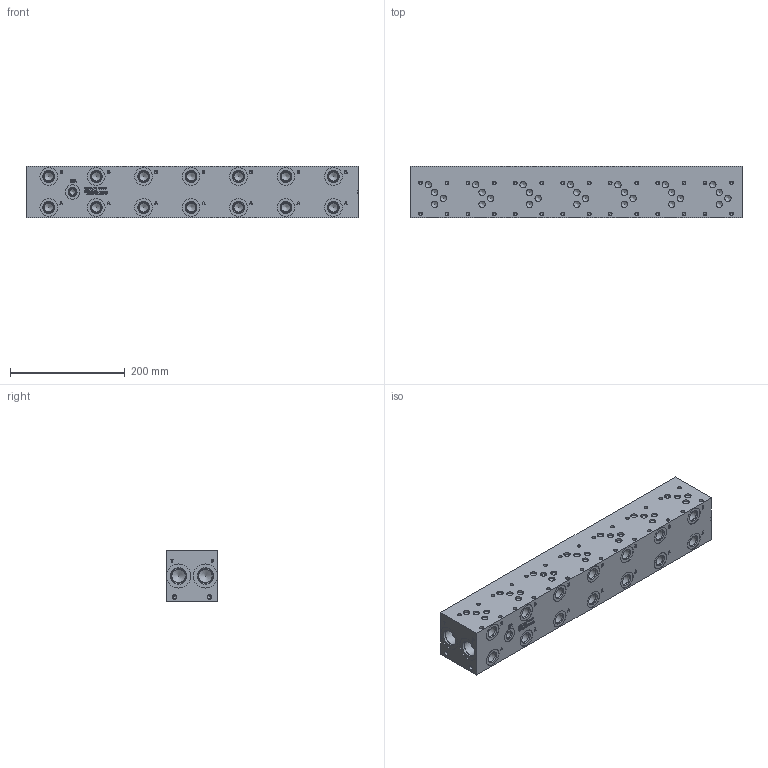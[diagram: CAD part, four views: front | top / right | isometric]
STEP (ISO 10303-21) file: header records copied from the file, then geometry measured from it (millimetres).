
FILE_DESCRIPTION(/* description */ (''),/* implementation_level */ '2;1');
FILE_NAME(/* name */ '_D05P073S_S.stp',/* time_stamp */ '2021-07-16T13:15:49-04:00',/* author */ ('anthonyv'),/* organization */ (''),/* preprocessor_version */ 'ST-DEVELOPER v18.1',/* originating_system */ 'Autodesk Inventor 2021',/* authorisation */ '');
FILE_SCHEMA (('AUTOMOTIVE_DESIGN { 1 0 10303 214 3 1 1 }'));
Length unit declared in the file: millimetre
Products named in the file (1): _D05P073S_S
Bounding box: 577.85 x 88.9 x 88.9 mm (x, y, z)
Volume: 4337937.5 mm3; surface area: 272809.6 mm2
Topology: 1 solids, 1 shells, 1108 faces, 3027 edges, 2065 vertices
Faces by surface type: plane 536, bspline 240, cylinder 193, cone 139
Full cylindrical faces by diameter (mm): 5.105 x28, 6.35 x28, 6.528 x4, 7.925 x4, 10.719 x1, 11.125 x28, 12.9 x1, 14.275 x1, 14.529 x1, 15.875 x14, 17.475 x1, 17.501 x14, 19.05 x14, 19.253 x14, 22.225 x1, 23.012 x4, 23.698 x1, 24.917 x4, 25.019 x1, 25.4 x1, 26.187 x1, 26.99 x2, 27 x2, 27.381 x1, 27.432 x4, 30.632 x14, 42.037 x4
Entity records: 36954 total; most frequent: CARTESIAN_POINT 9241, ORIENTED_EDGE 5894, DIRECTION 4930, EDGE_CURVE 2947, VERTEX_POINT 2065, LINE 1742, VECTOR 1742, AXIS2_PLACEMENT_3D 1594
